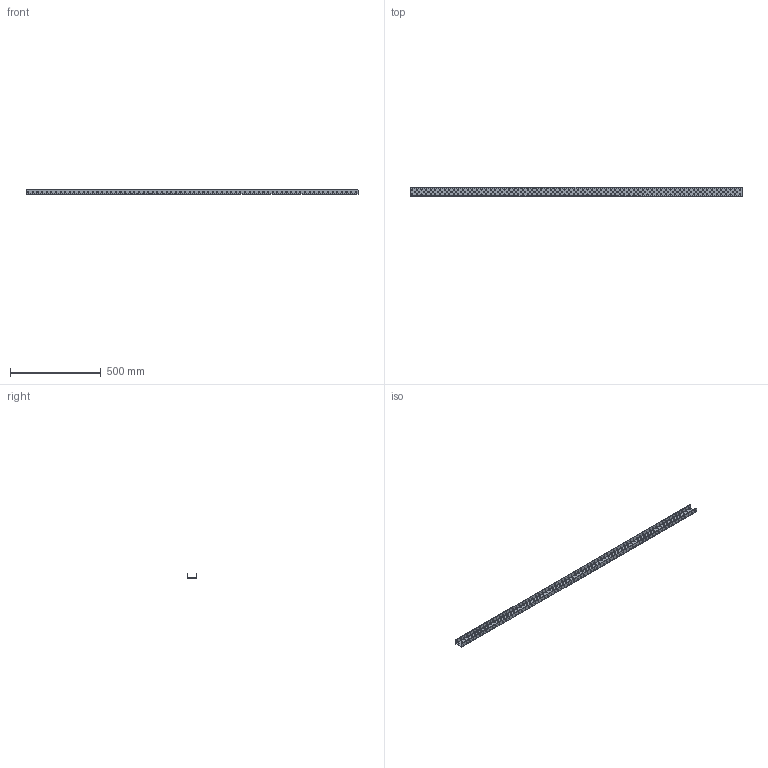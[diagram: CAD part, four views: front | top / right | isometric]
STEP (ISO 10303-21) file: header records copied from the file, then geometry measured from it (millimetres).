
FILE_DESCRIPTION (( 'STEP AP203' ), '1' );
FILE_NAME ('217-0424.STEP', '2012-12-20T14:48:44', ( '' ), ( '' ), 'SwSTEP 2.0', 'SolidWorks 2012', '' );
FILE_SCHEMA (( 'CONFIG_CONTROL_DESIGN' ));
Length unit declared in the file: inch
Products named in the file (1): 217-0424
Bounding box: 1828.8 x 50.8 x 25.4 mm (x, y, z)
Volume: 500560.3 mm3; surface area: 350410.9 mm2
Topology: 1 solids, 1 shells, 744 faces, 2210 edges, 1468 vertices
Faces by surface type: cylinder 722, plane 22
Entity records: 27325 total; most frequent: DIRECTION 5144, CARTESIAN_POINT 4423, ORIENTED_EDGE 4420, EDGE_CURVE 2210, AXIS2_PLACEMENT_3D 2189, VERTEX_POINT 1468, EDGE_LOOP 1462, CIRCLE 1444
